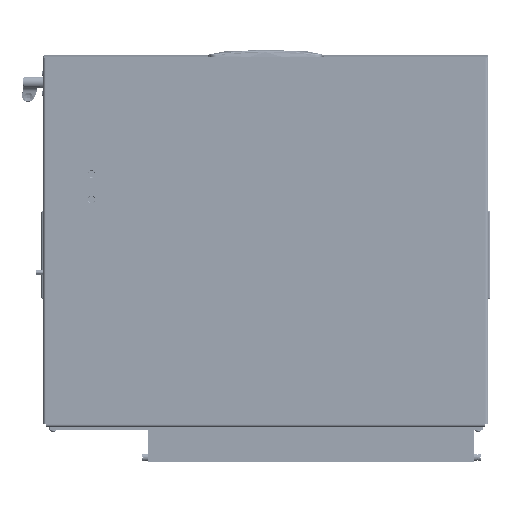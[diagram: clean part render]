
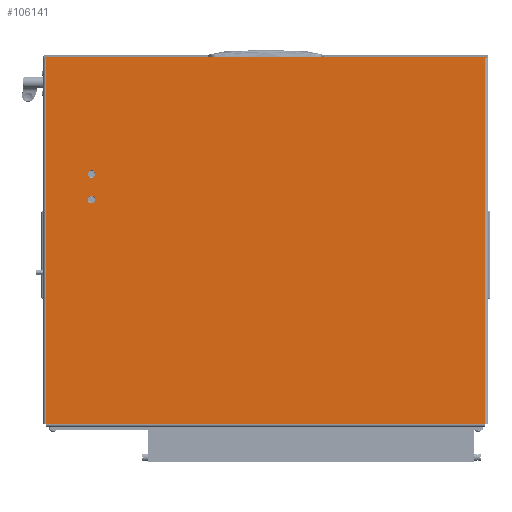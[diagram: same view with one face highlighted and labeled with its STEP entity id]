
A CAD part, front view. The second image highlights one B-rep face of the part: STEP entity #106141.
In plain terms, the highlighted face is planar.
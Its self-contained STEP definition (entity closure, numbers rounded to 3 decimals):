
#113 = VERTEX_POINT ( 'NONE', #69617 ) ;
#1025 = EDGE_CURVE ( 'NONE', #30098, #62790, #38960, .T. ) ;
#2164 = CARTESIAN_POINT ( 'NONE',  ( 0., 0., 0. ) ) ;
#4105 = DIRECTION ( 'NONE',  ( 0., 1., 0. ) ) ;
#5102 = VERTEX_POINT ( 'NONE', #145549 ) ;
#6811 = CARTESIAN_POINT ( 'NONE',  ( 0., -2., 0. ) ) ;
#6853 = DIRECTION ( 'NONE',  ( 0., 1., 0. ) ) ;
#8472 = CIRCLE ( 'NONE', #64073, 5.2 ) ;
#8555 = CARTESIAN_POINT ( 'NONE',  ( 0., 610., 0. ) ) ;
#8599 = CARTESIAN_POINT ( 'NONE',  ( 0., -2., 0. ) ) ;
#10811 = DIRECTION ( 'NONE',  ( 0., 0., -1. ) ) ;
#12853 = AXIS2_PLACEMENT_3D ( 'NONE', #22787, #95491, #132606 ) ;
#12992 = CARTESIAN_POINT ( 'NONE',  ( 195., 545., 0. ) ) ;
#14551 = DIRECTION ( 'NONE',  ( 0., 0., -1. ) ) ;
#15456 = ORIENTED_EDGE ( 'NONE', *, *, #131735, .T. ) ;
#16519 = CARTESIAN_POINT ( 'NONE',  ( -2., -2., 0. ) ) ;
#17342 = ORIENTED_EDGE ( 'NONE', *, *, #34391, .F. ) ;
#17471 = CARTESIAN_POINT ( 'NONE',  ( 0., 610., 0. ) ) ;
#22146 = EDGE_LOOP ( 'NONE', ( #73464, #146010 ) ) ;
#22787 = CARTESIAN_POINT ( 'NONE',  ( 160., 545., 0. ) ) ;
#27225 = AXIS2_PLACEMENT_3D ( 'NONE', #37253, #84638, #145403 ) ;
#28097 = CARTESIAN_POINT ( 'NONE',  ( 506., 608., 0. ) ) ;
#30069 = EDGE_CURVE ( 'NONE', #53262, #113, #8472, .T. ) ;
#30098 = VERTEX_POINT ( 'NONE', #28097 ) ;
#31058 = VERTEX_POINT ( 'NONE', #72017 ) ;
#32354 = FACE_OUTER_BOUND ( 'NONE', #155790, .T. ) ;
#34391 = EDGE_CURVE ( 'NONE', #62790, #43679, #75288, .T. ) ;
#37253 = CARTESIAN_POINT ( 'NONE',  ( 195., 545., 0. ) ) ;
#37832 = CARTESIAN_POINT ( 'NONE',  ( 0., -4., 0. ) ) ;
#38688 = ORIENTED_EDGE ( 'NONE', *, *, #72397, .F. ) ;
#38960 = LINE ( 'NONE', #131142, #120979 ) ;
#39589 = ORIENTED_EDGE ( 'NONE', *, *, #41722, .T. ) ;
#39907 = CIRCLE ( 'NONE', #27225, 5.2 ) ;
#41722 = EDGE_CURVE ( 'NONE', #30098, #79474, #115596, .T. ) ;
#42332 = VECTOR ( 'NONE', #4105, 1000. ) ;
#43428 = DIRECTION ( 'NONE',  ( -1., 0., 0. ) ) ;
#43679 = VERTEX_POINT ( 'NONE', #8555 ) ;
#46505 = DIRECTION ( 'NONE',  ( -1., 0., 0. ) ) ;
#47596 = ORIENTED_EDGE ( 'NONE', *, *, #72748, .T. ) ;
#47597 = EDGE_CURVE ( 'NONE', #117408, #31058, #49654, .T. ) ;
#48942 = VECTOR ( 'NONE', #6853, 1000. ) ;
#49377 = DIRECTION ( 'NONE',  ( -1., 0., 0. ) ) ;
#49654 = LINE ( 'NONE', #37832, #48942 ) ;
#53262 = VERTEX_POINT ( 'NONE', #78865 ) ;
#56096 = LINE ( 'NONE', #80585, #143399 ) ;
#58134 = ORIENTED_EDGE ( 'NONE', *, *, #1025, .F. ) ;
#58309 = EDGE_CURVE ( 'NONE', #31058, #79474, #117819, .T. ) ;
#59712 = EDGE_CURVE ( 'NONE', #113, #53262, #60812, .T. ) ;
#60599 = DIRECTION ( 'NONE',  ( -1., 0., 0. ) ) ;
#60812 = CIRCLE ( 'NONE', #12853, 5.2 ) ;
#62235 = AXIS2_PLACEMENT_3D ( 'NONE', #12992, #14551, #49377 ) ;
#62790 = VERTEX_POINT ( 'NONE', #120978 ) ;
#64073 = AXIS2_PLACEMENT_3D ( 'NONE', #71645, #10811, #60599 ) ;
#64921 = VERTEX_POINT ( 'NONE', #106608 ) ;
#68390 = EDGE_CURVE ( 'NONE', #117408, #115459, #82092, .T. ) ;
#68659 = DIRECTION ( 'NONE',  ( 0., 0., -1. ) ) ;
#69617 = CARTESIAN_POINT ( 'NONE',  ( 165.2, 545., 0. ) ) ;
#69619 = VECTOR ( 'NONE', #99704, 1000. ) ;
#71645 = CARTESIAN_POINT ( 'NONE',  ( 160., 545., 0. ) ) ;
#72017 = CARTESIAN_POINT ( 'NONE',  ( 0., 0., 0. ) ) ;
#72397 = EDGE_CURVE ( 'NONE', #146024, #5102, #39907, .T. ) ;
#72748 = EDGE_CURVE ( 'NONE', #115459, #64921, #56096, .T. ) ;
#73464 = ORIENTED_EDGE ( 'NONE', *, *, #30069, .F. ) ;
#75288 = LINE ( 'NONE', #111571, #42332 ) ;
#78865 = CARTESIAN_POINT ( 'NONE',  ( 154.8, 545., 0. ) ) ;
#79474 = VERTEX_POINT ( 'NONE', #85724 ) ;
#80585 = CARTESIAN_POINT ( 'NONE',  ( -2., -4., 0. ) ) ;
#80995 = EDGE_LOOP ( 'NONE', ( #38688, #139529 ) ) ;
#82092 = LINE ( 'NONE', #8599, #121681 ) ;
#83495 = EDGE_CURVE ( 'NONE', #5102, #146024, #130352, .T. ) ;
#84638 = DIRECTION ( 'NONE',  ( 0., 0., -1. ) ) ;
#85724 = CARTESIAN_POINT ( 'NONE',  ( 506., 0., 0. ) ) ;
#90839 = ORIENTED_EDGE ( 'NONE', *, *, #58309, .F. ) ;
#95491 = DIRECTION ( 'NONE',  ( 0., 0., -1. ) ) ;
#99704 = DIRECTION ( 'NONE',  ( 1., 0., 0. ) ) ;
#105145 = ORIENTED_EDGE ( 'NONE', *, *, #68390, .T. ) ;
#106141 = ADVANCED_FACE ( 'NONE', ( #114494, #127134, #32354 ), #139768, .T. ) ;
#106608 = CARTESIAN_POINT ( 'NONE',  ( -2., 610., 0. ) ) ;
#108709 = ORIENTED_EDGE ( 'NONE', *, *, #47597, .F. ) ;
#111066 = AXIS2_PLACEMENT_3D ( 'NONE', #127927, #68659, #43428 ) ;
#111571 = CARTESIAN_POINT ( 'NONE',  ( 0., -4., 0. ) ) ;
#114494 = FACE_BOUND ( 'NONE', #22146, .T. ) ;
#115459 = VERTEX_POINT ( 'NONE', #16519 ) ;
#115596 = LINE ( 'NONE', #152718, #118523 ) ;
#117408 = VERTEX_POINT ( 'NONE', #6811 ) ;
#117819 = LINE ( 'NONE', #2164, #123227 ) ;
#118523 = VECTOR ( 'NONE', #127442, 1000. ) ;
#120978 = CARTESIAN_POINT ( 'NONE',  ( 0., 608., 0. ) ) ;
#120979 = VECTOR ( 'NONE', #143769, 1000. ) ;
#121681 = VECTOR ( 'NONE', #46505, 1000. ) ;
#123227 = VECTOR ( 'NONE', #134912, 1000. ) ;
#124969 = LINE ( 'NONE', #17471, #69619 ) ;
#127134 = FACE_BOUND ( 'NONE', #80995, .T. ) ;
#127442 = DIRECTION ( 'NONE',  ( 0., -1., 0. ) ) ;
#127927 = CARTESIAN_POINT ( 'NONE',  ( 0., 608., 0. ) ) ;
#128734 = DIRECTION ( 'NONE',  ( 0., 1., 0. ) ) ;
#130352 = CIRCLE ( 'NONE', #62235, 5.2 ) ;
#131142 = CARTESIAN_POINT ( 'NONE',  ( 0., 608., 0. ) ) ;
#131735 = EDGE_CURVE ( 'NONE', #64921, #43679, #124969, .T. ) ;
#132606 = DIRECTION ( 'NONE',  ( -1., 0., 0. ) ) ;
#134912 = DIRECTION ( 'NONE',  ( 1., 0., 0. ) ) ;
#139529 = ORIENTED_EDGE ( 'NONE', *, *, #83495, .F. ) ;
#139768 = PLANE ( 'NONE',  #111066 ) ;
#143399 = VECTOR ( 'NONE', #128734, 1000. ) ;
#143769 = DIRECTION ( 'NONE',  ( -1., 0., 0. ) ) ;
#145403 = DIRECTION ( 'NONE',  ( -1., 0., 0. ) ) ;
#145549 = CARTESIAN_POINT ( 'NONE',  ( 200.2, 545., 0. ) ) ;
#146010 = ORIENTED_EDGE ( 'NONE', *, *, #59712, .F. ) ;
#146024 = VERTEX_POINT ( 'NONE', #146775 ) ;
#146775 = CARTESIAN_POINT ( 'NONE',  ( 189.8, 545., 0. ) ) ;
#152718 = CARTESIAN_POINT ( 'NONE',  ( 506., 608., 0. ) ) ;
#155790 = EDGE_LOOP ( 'NONE', ( #108709, #105145, #47596, #15456, #17342, #58134, #39589, #90839 ) ) ;
